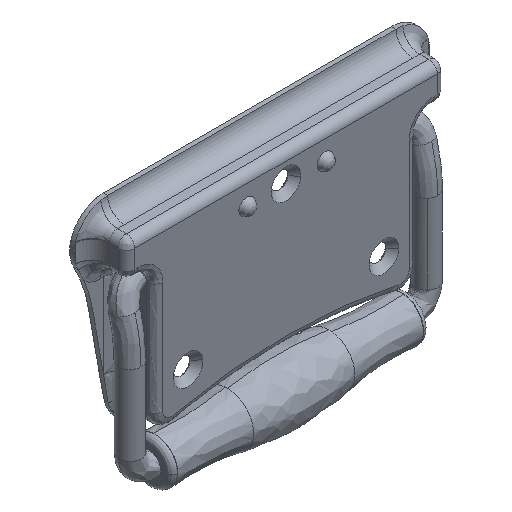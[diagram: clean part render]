
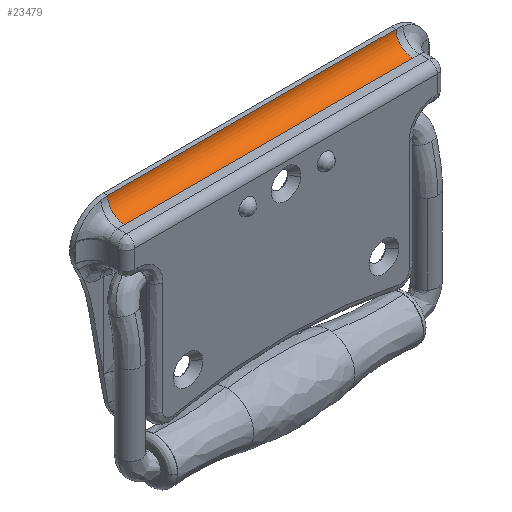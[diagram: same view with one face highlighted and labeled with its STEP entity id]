
A CAD part, isometric view. The second image highlights one B-rep face of the part: STEP entity #23479.
In plain terms, the highlighted free-form (B-spline) face has degree [1, 2] with [2, 3] control points.
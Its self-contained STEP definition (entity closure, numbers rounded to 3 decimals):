
#20641=CARTESIAN_POINT('',(-51.5,4.9,24.0));
#20642=VERTEX_POINT('',#20641);
#20648=CARTESIAN_POINT('',(51.5,4.9,24.0));
#20649=VERTEX_POINT('',#20648);
#20650=CARTESIAN_POINT('',(51.5,4.9,24.0));
#20651=CARTESIAN_POINT('',(-51.5,4.9,24.0));
#20652=QUASI_UNIFORM_CURVE('',1,(#20650,#20651),.UNSPECIFIED.,.F.,.U.);
#20653=EDGE_CURVE('',#20649,#20642,#20652,.T.);
#23412=CARTESIAN_POINT('',(51.5,-1.1,18.0));
#23413=VERTEX_POINT('',#23412);
#23414=CARTESIAN_POINT('',(51.5,4.9,24.0));
#23415=CARTESIAN_POINT('',(51.5,4.9,23.435));
#23416=CARTESIAN_POINT('',(51.5,4.788,22.65));
#23417=CARTESIAN_POINT('',(51.5,4.398,21.537));
#23418=CARTESIAN_POINT('',(51.5,3.979,20.754));
#23419=CARTESIAN_POINT('',(51.5,3.348,19.935));
#23420=CARTESIAN_POINT('',(51.5,2.505,19.142));
#23421=CARTESIAN_POINT('',(51.5,1.375,18.474));
#23422=CARTESIAN_POINT('',(51.5,0.103,18.08));
#23423=CARTESIAN_POINT('',(51.5,-0.707,18.));
#23424=CARTESIAN_POINT('',(51.5,-1.1,18.0));
#23425=B_SPLINE_CURVE_WITH_KNOTS('',3,(#23414,#23415,#23416,#23417,#23418,#23419,#23420,#23421,#23422,#23423,#23424),.UNSPECIFIED.,.F.,.U.,(4,1,1,1,1,1,1,1,4),(0.,1.694,2.356,3.534,4.344,5.449,6.995,8.247,9.425),.UNSPECIFIED.);
#23426=EDGE_CURVE('',#20649,#23413,#23425,.T.);
#23440=CARTESIAN_POINT('',(54.075,-1.257,18.002));
#23441=CARTESIAN_POINT('',(-54.14,-1.257,18.002));
#23442=CARTESIAN_POINT('',(54.075,5.35,17.829));
#23443=CARTESIAN_POINT('',(-54.14,5.35,17.829));
#23444=CARTESIAN_POINT('',(54.075,4.885,24.422));
#23445=CARTESIAN_POINT('',(-54.14,4.885,24.422));
#23453=(BOUNDED_SURFACE()B_SPLINE_SURFACE(1,2,((#23440,#23442,#23444),(#23441,#23443,#23445)),.UNSPECIFIED.,.F.,.F.,.U.)B_SPLINE_SURFACE_WITH_KNOTS((2,2),(3,3),(0.0,108.215),(0.0,10.627),.UNSPECIFIED.)GEOMETRIC_REPRESENTATION_ITEM()RATIONAL_B_SPLINE_SURFACE(((1.0,0.671,0.996),(1.0,0.671,0.996)))REPRESENTATION_ITEM('')SURFACE());
#23454=CARTESIAN_POINT('',(-51.5,-1.1,18.0));
#23455=VERTEX_POINT('',#23454);
#23456=CARTESIAN_POINT('',(-51.5,4.9,24.0));
#23457=CARTESIAN_POINT('',(-51.5,4.9,23.435));
#23458=CARTESIAN_POINT('',(-51.5,4.788,22.65));
#23459=CARTESIAN_POINT('',(-51.5,4.398,21.537));
#23460=CARTESIAN_POINT('',(-51.5,3.979,20.754));
#23461=CARTESIAN_POINT('',(-51.5,3.348,19.935));
#23462=CARTESIAN_POINT('',(-51.5,2.505,19.142));
#23463=CARTESIAN_POINT('',(-51.5,1.375,18.474));
#23464=CARTESIAN_POINT('',(-51.5,0.103,18.08));
#23465=CARTESIAN_POINT('',(-51.5,-0.707,18.));
#23466=CARTESIAN_POINT('',(-51.5,-1.1,18.0));
#23467=B_SPLINE_CURVE_WITH_KNOTS('',3,(#23456,#23457,#23458,#23459,#23460,#23461,#23462,#23463,#23464,#23465,#23466),.UNSPECIFIED.,.F.,.U.,(4,1,1,1,1,1,1,1,4),(0.,1.694,2.356,3.534,4.344,5.449,6.995,8.247,9.425),.UNSPECIFIED.);
#23468=EDGE_CURVE('',#20642,#23455,#23467,.T.);
#23469=ORIENTED_EDGE('',*,*,#23468,.T.);
#23470=CARTESIAN_POINT('',(51.5,-1.1,18.0));
#23471=CARTESIAN_POINT('',(-51.5,-1.1,18.0));
#23472=QUASI_UNIFORM_CURVE('',1,(#23470,#23471),.UNSPECIFIED.,.F.,.U.);
#23473=EDGE_CURVE('',#23413,#23455,#23472,.T.);
#23474=ORIENTED_EDGE('',*,*,#23473,.F.);
#23475=ORIENTED_EDGE('',*,*,#23426,.F.);
#23476=ORIENTED_EDGE('',*,*,#20653,.T.);
#23477=EDGE_LOOP('',(#23469,#23474,#23475,#23476));
#23478=FACE_OUTER_BOUND('',#23477,.T.);
#23479=ADVANCED_FACE('',(#23478),#23453,.F.);
